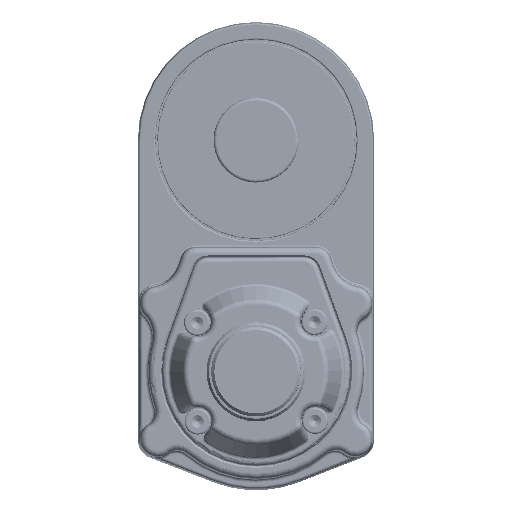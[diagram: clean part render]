
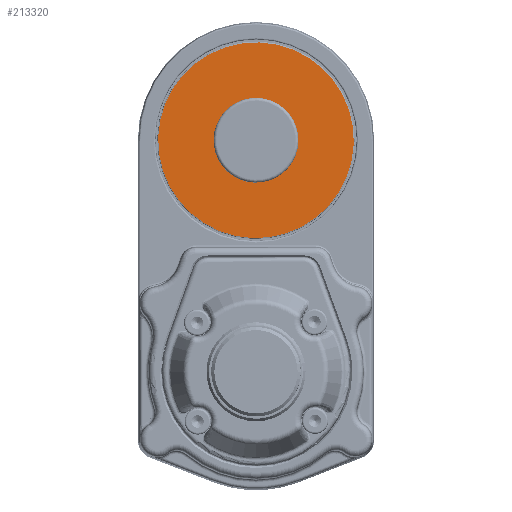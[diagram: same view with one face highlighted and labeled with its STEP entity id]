
A CAD part, front view. The second image highlights one B-rep face of the part: STEP entity #213320.
In plain terms, the highlighted planar face has unit normal (0, -1, 0).
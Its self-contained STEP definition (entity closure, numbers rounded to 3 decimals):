
#17651 = DIRECTION ( 'NONE',  ( 0.978, 0., -0.208 ) ) ;
#18348 = DIRECTION ( 'NONE',  ( 0., -1., 0. ) ) ;
#19351 = AXIS2_PLACEMENT_3D ( 'NONE', #215236, #18348, #142607 ) ;
#27828 = CIRCLE ( 'NONE', #57780, 31.7 ) ;
#46071 = EDGE_CURVE ( 'NONE', #138521, #179982, #169108, .T. ) ;
#46348 = CARTESIAN_POINT ( 'NONE',  ( -31.007, -113.5, 81.591 ) ) ;
#50078 = DIRECTION ( 'NONE',  ( 0.978, 0., -0.208 ) ) ;
#57780 = AXIS2_PLACEMENT_3D ( 'NONE', #175397, #193012, #50078 ) ;
#62617 = ORIENTED_EDGE ( 'NONE', *, *, #46071, .F. ) ;
#70429 = FACE_OUTER_BOUND ( 'NONE', #167705, .T. ) ;
#72649 = AXIS2_PLACEMENT_3D ( 'NONE', #177064, #100970, #123178 ) ;
#94057 = ORIENTED_EDGE ( 'NONE', *, *, #123545, .T. ) ;
#98901 = EDGE_LOOP ( 'NONE', ( #62617, #231716 ) ) ;
#100970 = DIRECTION ( 'NONE',  ( 0., 1., 0. ) ) ;
#109004 = CARTESIAN_POINT ( 'NONE',  ( 0., -113.5, 75. ) ) ;
#113029 = EDGE_CURVE ( 'NONE', #124154, #222892, #27828, .T. ) ;
#113910 = CIRCLE ( 'NONE', #170088, 13.75 ) ;
#120573 = CARTESIAN_POINT ( 'NONE',  ( 13.45, -113.5, 72.141 ) ) ;
#123178 = DIRECTION ( 'NONE',  ( 0.978, 0., -0.208 ) ) ;
#123545 = EDGE_CURVE ( 'NONE', #222892, #124154, #160496, .T. ) ;
#124154 = VERTEX_POINT ( 'NONE', #46348 ) ;
#127578 = CARTESIAN_POINT ( 'NONE',  ( 0., -113.5, 75. ) ) ;
#130436 = CARTESIAN_POINT ( 'NONE',  ( -13.45, -113.5, 77.859 ) ) ;
#135083 = CARTESIAN_POINT ( 'NONE',  ( 31.007, -113.5, 68.409 ) ) ;
#138521 = VERTEX_POINT ( 'NONE', #120573 ) ;
#142607 = DIRECTION ( 'NONE',  ( 0.978, 0., -0.208 ) ) ;
#156530 = EDGE_CURVE ( 'NONE', #179982, #138521, #113910, .T. ) ;
#159513 = FACE_BOUND ( 'NONE', #98901, .T. ) ;
#160496 = CIRCLE ( 'NONE', #220382, 31.7 ) ;
#165028 = DIRECTION ( 'NONE',  ( 0., -1., 0. ) ) ;
#167705 = EDGE_LOOP ( 'NONE', ( #94057, #220414 ) ) ;
#169108 = CIRCLE ( 'NONE', #19351, 13.75 ) ;
#170088 = AXIS2_PLACEMENT_3D ( 'NONE', #109004, #180482, #17651 ) ;
#175397 = CARTESIAN_POINT ( 'NONE',  ( 0., -113.5, 75. ) ) ;
#177064 = CARTESIAN_POINT ( 'NONE',  ( 0., -113.5, 75. ) ) ;
#179982 = VERTEX_POINT ( 'NONE', #130436 ) ;
#180482 = DIRECTION ( 'NONE',  ( 0., -1., 0. ) ) ;
#193012 = DIRECTION ( 'NONE',  ( 0., -1., 0. ) ) ;
#195825 = PLANE ( 'NONE',  #72649 ) ;
#199048 = DIRECTION ( 'NONE',  ( 0.978, 0., -0.208 ) ) ;
#213320 = ADVANCED_FACE ( 'NONE', ( #70429, #159513 ), #195825, .F. ) ;
#215236 = CARTESIAN_POINT ( 'NONE',  ( 0., -113.5, 75. ) ) ;
#220382 = AXIS2_PLACEMENT_3D ( 'NONE', #127578, #165028, #199048 ) ;
#220414 = ORIENTED_EDGE ( 'NONE', *, *, #113029, .T. ) ;
#222892 = VERTEX_POINT ( 'NONE', #135083 ) ;
#231716 = ORIENTED_EDGE ( 'NONE', *, *, #156530, .F. ) ;
